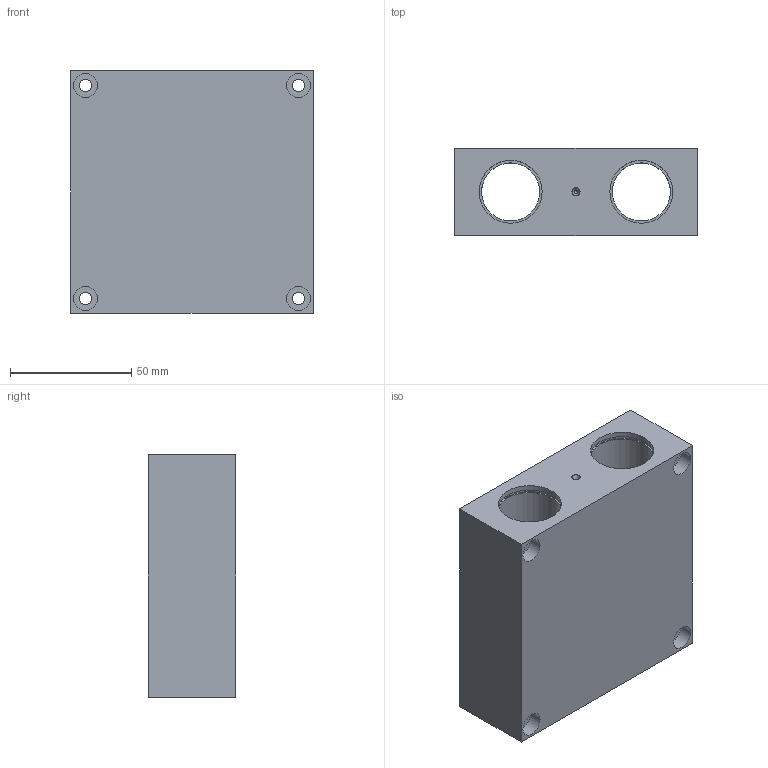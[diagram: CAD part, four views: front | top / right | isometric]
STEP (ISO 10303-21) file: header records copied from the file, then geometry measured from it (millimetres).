
FILE_DESCRIPTION( ( 'STEP AP214' ), '1' );
FILE_NAME( 'QAG-16_2_14a.stp', ' ', ( ' ' ), ( ' ' ), 'PSStep 15.0.47', 'PARTsolutions', ' ' );
FILE_SCHEMA( ( 'AUTOMOTIVE_DESIGN { 1 0 10303 214 1 1 1 1 }' ) );
Length unit declared in the file: millimetre
Products named in the file (1): HI_QAG-16
Bounding box: 100 x 36 x 100 mm (x, y, z)
Volume: 252363.8 mm3; surface area: 51680.7 mm2
Topology: 1 solids, 1 shells, 55 faces, 105 edges, 67 vertices
Faces by surface type: cylinder 25, plane 22, cone 8
Full cylindrical faces by diameter (mm): 1.6 x1, 4.917 x4, 6 x1, 6.647 x1, 10 x4, 24 x2, 26 x8, 27.2 x4
Entity records: 1752 total; most frequent: CARTESIAN_POINT 250, DIRECTION 234, ORIENTED_EDGE 136, EDGE_LOOP 118, AXIS2_PLACEMENT_3D 111, FACE_OUTER_BOUND 80, EDGE_CURVE 68, VERTEX_POINT 65
